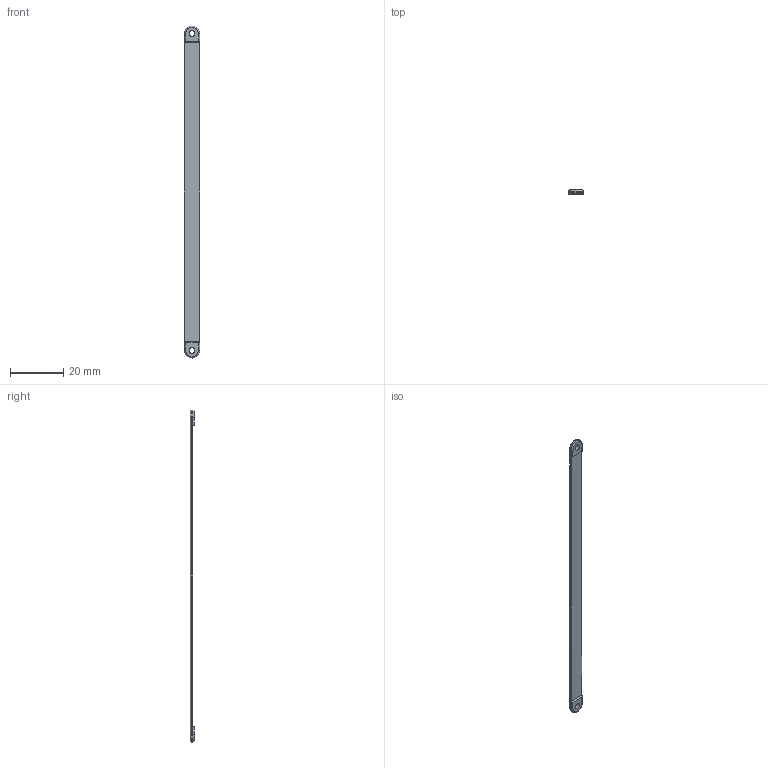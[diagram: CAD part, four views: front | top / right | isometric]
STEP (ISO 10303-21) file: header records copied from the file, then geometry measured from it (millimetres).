
FILE_DESCRIPTION(/* description */ (''),/* implementation_level */ '2;1');
FILE_NAME(/* name */ 'Battery Strap - 3000mah.step',/* time_stamp */ '2022-11-23T17:45:27Z',/* author */ (''),/* organization */ (''),/* preprocessor_version */ 'ST-DEVELOPER v19.2',/* originating_system */ 'Autodesk Translation Framework v11.17.0.187',/* authorisation */ '');
FILE_SCHEMA (('AUTOMOTIVE_DESIGN { 1 0 10303 214 3 1 1 }'));
Length unit declared in the file: millimetre
Products named in the file (1): Battery Strap - 3000mah
Bounding box: 5.75 x 1.5 x 124.5 mm (x, y, z)
Volume: 712.3 mm3; surface area: 1635.3 mm2
Topology: 1 solids, 1 shells, 22 faces, 48 edges, 28 vertices
Faces by surface type: cylinder 12, plane 6, torus 4
Full cylindrical faces by diameter (mm): 2.2 x2
Entity records: 689 total; most frequent: CARTESIAN_POINT 159, DIRECTION 110, ORIENTED_EDGE 96, EDGE_CURVE 48, AXIS2_PLACEMENT_3D 43, VERTEX_POINT 28, EDGE_LOOP 26, LINE 24
